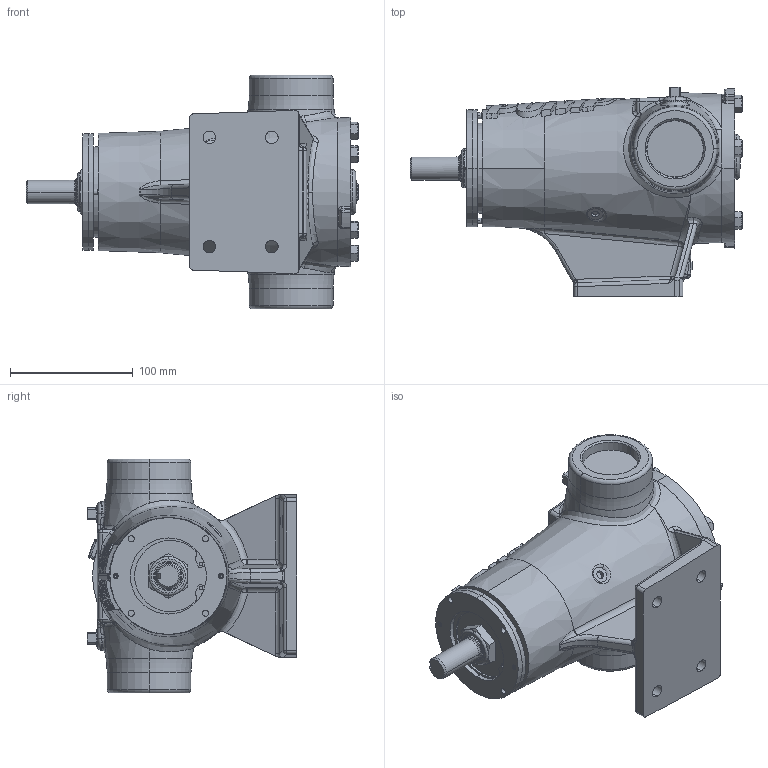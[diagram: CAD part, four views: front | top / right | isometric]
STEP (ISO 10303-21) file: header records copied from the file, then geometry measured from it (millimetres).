
FILE_DESCRIPTION (( 'STEP AP214' ), '1' );
FILE_NAME ('H4195.STEP', '2017-02-20T22:12:23', ( '' ), ( '' ), 'SwSTEP 2.0', 'SolidWorks 2016', '' );
FILE_SCHEMA (( 'AUTOMOTIVE_DESIGN' ));
Length unit declared in the file: inch
Products named in the file (1): H4195
Bounding box: 270.38 x 170.8 x 190.5 mm (x, y, z)
Volume: 2519474 mm3; surface area: 181258.9 mm2
Topology: 1 solids, 1 shells, 1068 faces, 2540 edges, 1478 vertices
Faces by surface type: bspline 300, plane 294, cylinder 228, cone 145, sphere 61, torus 40
Entity records: 57369 total; most frequent: CARTESIAN_POINT 31298, ORIENTED_EDGE 4976, DIRECTION 3764, EDGE_CURVE 2488, VERTEX_POINT 1477, AXIS2_PLACEMENT_3D 1475, EDGE_LOOP 1147, ADVANCED_FACE 1068
